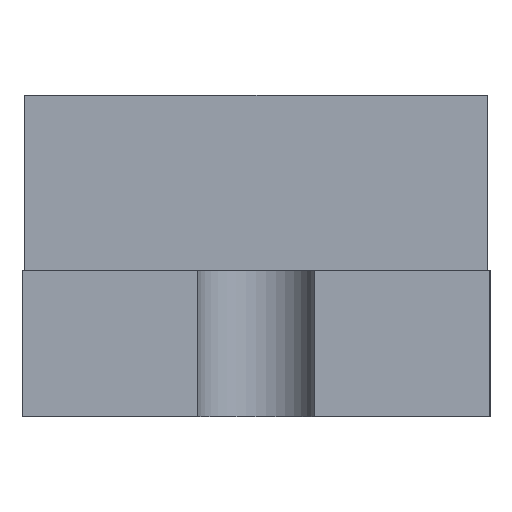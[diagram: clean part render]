
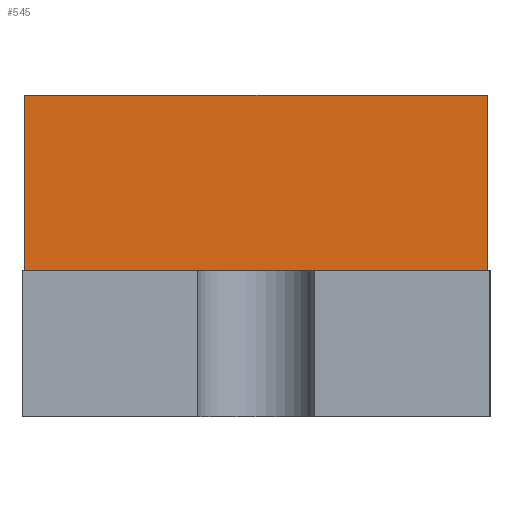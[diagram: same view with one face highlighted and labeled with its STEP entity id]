
A CAD part, left-side view. The second image highlights one B-rep face of the part: STEP entity #545.
In plain terms, the highlighted planar face has unit normal (-1, 0, 0).
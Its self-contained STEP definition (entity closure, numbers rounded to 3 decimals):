
#30=PLANE('',#590);
#56=FACE_OUTER_BOUND('',#84,.T.);
#84=EDGE_LOOP('',(#451,#452,#453,#454));
#154=LINE('',#852,#222);
#155=LINE('',#855,#223);
#158=LINE('',#861,#226);
#159=LINE('',#862,#227);
#222=VECTOR('',#696,1.);
#223=VECTOR('',#699,1.);
#226=VECTOR('',#704,1.);
#227=VECTOR('',#705,1.);
#276=VERTEX_POINT('',#846);
#278=VERTEX_POINT('',#850);
#279=VERTEX_POINT('',#854);
#281=VERTEX_POINT('',#860);
#342=EDGE_CURVE('',#276,#278,#154,.T.);
#343=EDGE_CURVE('',#279,#276,#155,.T.);
#346=EDGE_CURVE('',#281,#278,#158,.T.);
#347=EDGE_CURVE('',#279,#281,#159,.T.);
#451=ORIENTED_EDGE('',*,*,#342,.T.);
#452=ORIENTED_EDGE('',*,*,#346,.F.);
#453=ORIENTED_EDGE('',*,*,#347,.F.);
#454=ORIENTED_EDGE('',*,*,#343,.T.);
#545=ADVANCED_FACE('',(#56),#30,.F.);
#590=AXIS2_PLACEMENT_3D('',#859,#702,#703);
#696=DIRECTION('',(0.,-1.,0.));
#699=DIRECTION('',(0.,0.,-1.));
#702=DIRECTION('center_axis',(1.,0.,0.));
#703=DIRECTION('ref_axis',(0.,1.,0.));
#704=DIRECTION('',(0.,0.,-1.));
#705=DIRECTION('',(0.,-1.,0.));
#846=CARTESIAN_POINT('',(-1.,0.79,0.5));
#850=CARTESIAN_POINT('',(-1.,-0.79,0.5));
#852=CARTESIAN_POINT('',(-1.,-0.79,0.5));
#854=CARTESIAN_POINT('',(-1.,0.79,1.1));
#855=CARTESIAN_POINT('',(-1.,0.79,1.1));
#859=CARTESIAN_POINT('Origin',(-1.,-0.79,1.1));
#860=CARTESIAN_POINT('',(-1.,-0.79,1.1));
#861=CARTESIAN_POINT('',(-1.,-0.79,1.1));
#862=CARTESIAN_POINT('',(-1.,-0.79,1.1));
